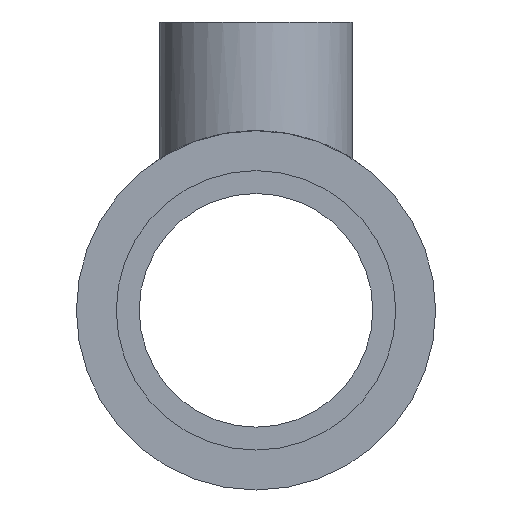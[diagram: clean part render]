
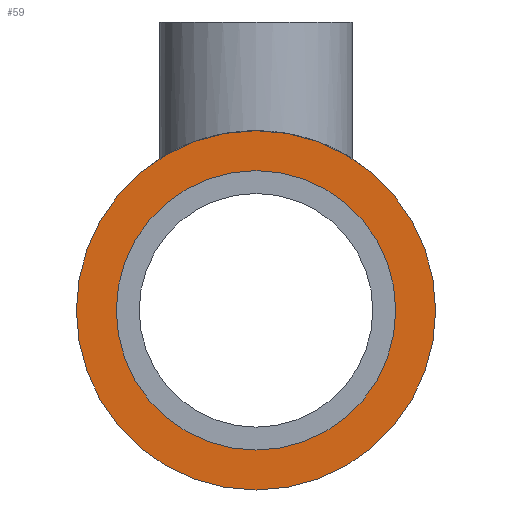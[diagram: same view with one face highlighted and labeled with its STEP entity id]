
A CAD part, left-side view. The second image highlights one B-rep face of the part: STEP entity #59.
In plain terms, the highlighted planar face has unit normal (-1, 0, 0).
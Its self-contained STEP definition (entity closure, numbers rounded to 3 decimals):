
#59 = ADVANCED_FACE( '', ( #126, #127 ), #128, .F. );
#126 = FACE_BOUND( '', #187, .T. );
#127 = FACE_OUTER_BOUND( '', #188, .T. );
#128 = PLANE( '', #189 );
#187 = EDGE_LOOP( '', ( #264 ) );
#188 = EDGE_LOOP( '', ( #265 ) );
#189 = AXIS2_PLACEMENT_3D( '', #266, #267, #268 );
#264 = ORIENTED_EDGE( '', *, *, #285, .T. );
#265 = ORIENTED_EDGE( '', *, *, #281, .F. );
#266 = CARTESIAN_POINT( '', ( -100.5, 0., 0. ) );
#267 = DIRECTION( '', ( 1., 0., 0. ) );
#268 = DIRECTION( '', ( 0., 0., -1. ) );
#281 = EDGE_CURVE( '', #312, #312, #313, .T. );
#285 = EDGE_CURVE( '', #319, #319, #320, .T. );
#312 = VERTEX_POINT( '', #445 );
#313 = CIRCLE( '', #446, 40.5 );
#319 = VERTEX_POINT( '', #573 );
#320 = CIRCLE( '', #574, 31.5 );
#445 = CARTESIAN_POINT( '', ( -100.5, 40.5, 0. ) );
#446 = AXIS2_PLACEMENT_3D( '', #606, #607, #608 );
#573 = CARTESIAN_POINT( '', ( -100.5, 0., -31.5 ) );
#574 = AXIS2_PLACEMENT_3D( '', #612, #613, #614 );
#606 = CARTESIAN_POINT( '', ( -100.5, 0., 0. ) );
#607 = DIRECTION( '', ( 1., 0., 0. ) );
#608 = DIRECTION( '', ( 0., 1., 0. ) );
#612 = CARTESIAN_POINT( '', ( -100.5, 0., 0. ) );
#613 = DIRECTION( '', ( 1., 0., 0. ) );
#614 = DIRECTION( '', ( 0., 0., -1. ) );
